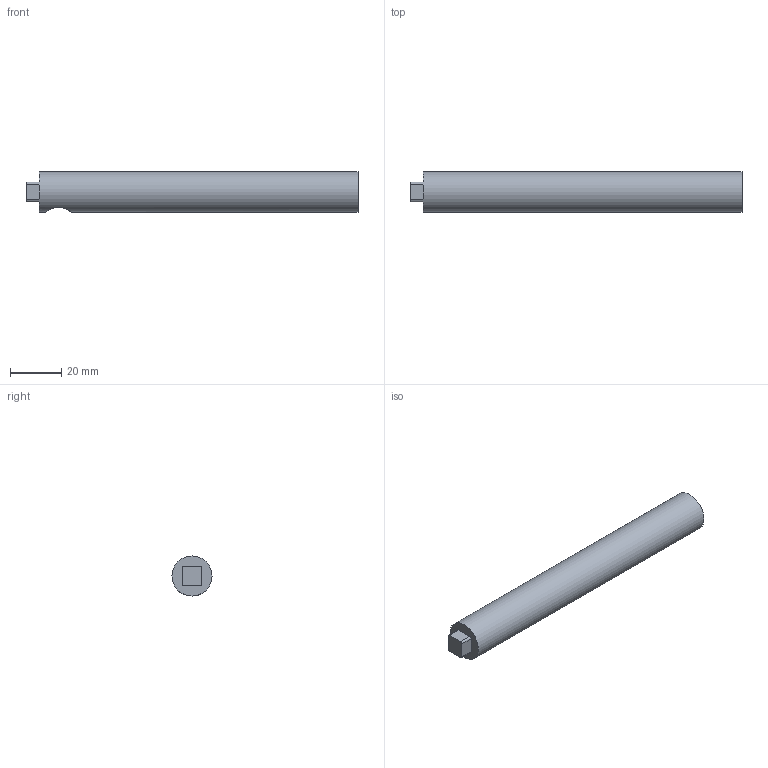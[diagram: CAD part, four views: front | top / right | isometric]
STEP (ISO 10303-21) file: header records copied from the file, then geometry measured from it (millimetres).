
FILE_DESCRIPTION(/* description */ (''),/* implementation_level */ '2;1');
FILE_NAME(/* name */ 'auger_assembly_v2.step',/* time_stamp */ '2022-01-22T15:06:29-08:00',/* author */ (''),/* organization */ (''),/* preprocessor_version */ 'ST-DEVELOPER v18.1',/* originating_system */ 'Autodesk Translation Framework v10.13.0.1454',/* authorisation */ '');
FILE_SCHEMA (('AUTOMOTIVE_DESIGN { 1 0 10303 214 3 1 1 }'));
Length unit declared in the file: inch
Products named in the file (1): auger
Bounding box: 129.54 x 15.62 x 15.62 mm (x, y, z)
Volume: 11047.7 mm3; surface area: 13189.3 mm2
Topology: 1 solids, 1 shells, 35 faces, 95 edges, 62 vertices
Faces by surface type: cylinder 20, plane 10, bspline 5
Full cylindrical faces by diameter (mm): 4.064 x5, 10.16 x1, 13.081 x5, 15.621 x1
Entity records: 2683 total; most frequent: CARTESIAN_POINT 1835, ORIENTED_EDGE 190, DIRECTION 136, EDGE_CURVE 95, VERTEX_POINT 62, AXIS2_PLACEMENT_3D 49, B_SPLINE_CURVE_WITH_KNOTS 39, LINE 38
